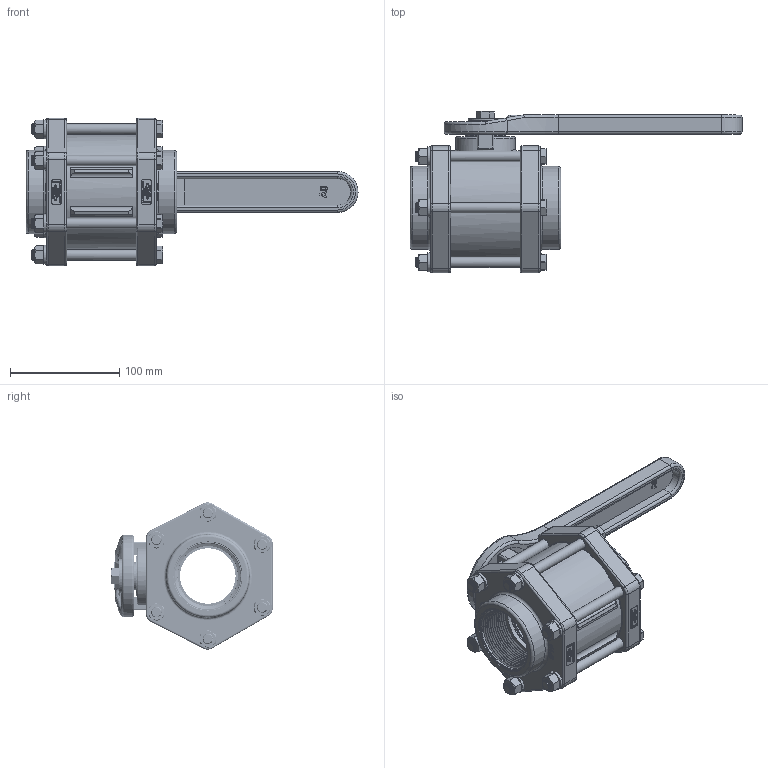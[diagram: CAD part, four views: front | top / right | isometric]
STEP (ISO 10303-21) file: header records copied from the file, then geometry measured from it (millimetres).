
FILE_DESCRIPTION(/* description */ ('2" Full Port Valve, BSPT'),/* implementation_level */ '2;1');
FILE_NAME(/* name */ 'V200FPB.stp',/* time_stamp */ '2018-05-24T08:17:40-04:00',/* author */ ('MEG'),/* organization */ (''),/* preprocessor_version */ 'ST-DEVELOPER v17',/* originating_system */ 'Autodesk Inventor 2018',/* authorisation */ '');
FILE_SCHEMA (('AUTOMOTIVE_DESIGN { 1 0 10303 214 3 1 1 }'));
Products named in the file (24): V200FPB; V20018; V20019; V25017; V25020; V25060; V25121; V25151B; V25151BX; V25153; V25160; V25163; V25254; V25254_1; VL1001; V25255A; V25255AM; V25255AX; V25256B; VX25256B; VX25256B_1; VL1012; V25258A; V25264
Assembly tree (41 placements, depth 4):
  V200FPB
    V20018  x6
    V20019  x6
    V25017  x6
    V25020
    V25060
    V25121
    V25151B
      V25151BX
    V25153
    V25160
    V25163
    V25254
      V25254_1
      VL1001
    V25255A
      V25255AM
        V25255AX
    V25256B  x2
      VX25256B
        VX25256B_1
        VL1012
    V25258A  x2
    V25264  x2
Bounding box: 303.66 x 147.83 x 134.78 mm (x, y, z)
Volume: 955392 mm3; surface area: 292551.5 mm2
Topology: 36 solids, 36 shells, 3465 faces, 9126 edges, 5963 vertices
Faces by surface type: plane 1705, cylinder 622, bspline 571, cone 469, torus 82, sphere 16
Full cylindrical faces by diameter (mm): 7.798 x1, 8.236 x90, 9.525 x91, 10.312 x1, 11.43 x12, 14.275 x1, 25.4 x2, 25.527 x1, 25.806 x1, 31.521 x1, 31.623 x1, 31.75 x3, 35.306 x1, 36.525 x1, 37.084 x2, 50.8 x2, 52.07 x3, 54.61 x1, 55.499 x2, 56.769 x2, 60.579 x2, 62.395 x2, 64.77 x2, 65.024 x2, 76.2 x2, 84.709 x2, 84.887 x2, 85.852 x1, 88.9 x2, 96.114 x2
Entity records: 64501 total; most frequent: CARTESIAN_POINT 19851, ORIENTED_EDGE 9690, DIRECTION 7960, EDGE_CURVE 4845, VERTEX_POINT 3167, LINE 3108, VECTOR 3108, AXIS2_PLACEMENT_3D 2426
